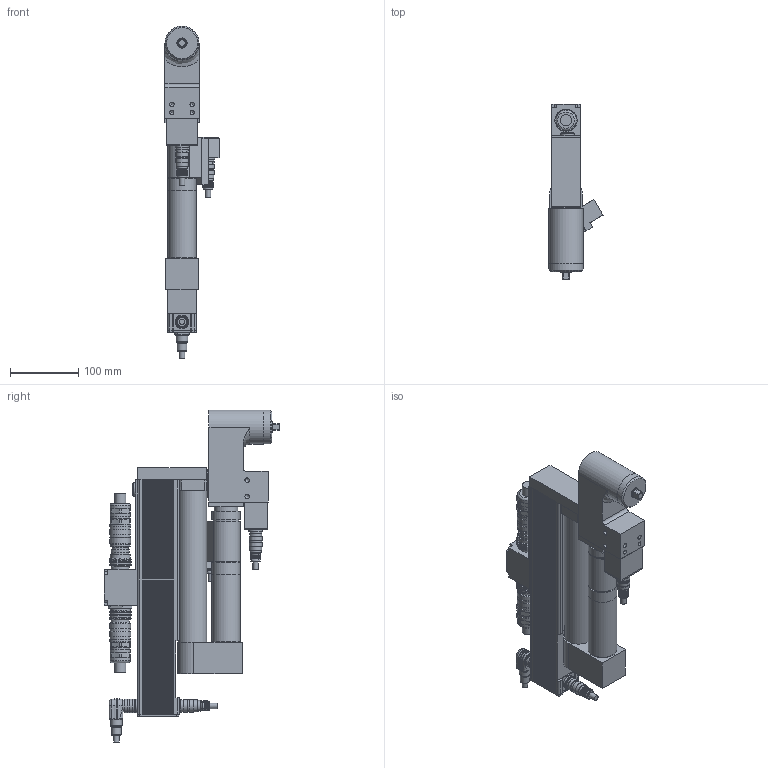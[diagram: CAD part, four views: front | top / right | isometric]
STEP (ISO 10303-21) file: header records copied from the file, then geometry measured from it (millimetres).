
FILE_DESCRIPTION((''),'2;1');
FILE_NAME('947552A5.stp','2011-03-25T14:37:44',('e4c32'),(''),'Autodesk Inventor 11','Autodesk Inventor 11','');
FILE_SCHEMA(('AUTOMOTIVE_DESIGN { 1 0 10303 214 1 1 1 1 }'));
Length unit declared in the file: millimetre
Products named in the file (8): 947552A5_IAM_001; 1WKXB_IPT_001; 1KXB_IPT_001; 1BUTS-XA_IPT_001; 961089-002_IPT_001; 961089-002_IPT_002.ipt_Stecker gerade; 961104-005_IPT_002.ipt_Stecker gerade; 961104-005_IPT_001.ipt_Stecker gerade
Assembly tree (9 placements, depth 2):
  947552A5_IAM_001
    1WKXB_IPT_001
    1KXB_IPT_001
    1BUTS-XA_IPT_001
    961089-002_IPT_001
    961089-002_IPT_002.ipt_Stecker gerade  x3
    961104-005_IPT_002.ipt_Stecker gerade
    961104-005_IPT_001.ipt_Stecker gerade
Bounding box: 79.26 x 257.6 x 487.15 mm (x, y, z)
Volume: 2675100.1 mm3; surface area: 301273.8 mm2
Topology: 9 solids, 9 shells, 1246 faces, 3065 edges, 1924 vertices
Faces by surface type: plane 805, cylinder 263, bspline 111, cone 43, torus 24
Full cylindrical faces by diameter (mm): 6.647 x2, 8 x4, 12 x1, 13.4 x3, 13.5 x1, 14 x16, 14.2 x3, 15 x1, 16 x10, 16.5 x3, 17 x1, 17.587 x6, 18 x8, 18.7 x6, 19.5 x3, 20 x7, 22.5 x1, 24 x1, 25 x1, 25.5 x1, 26.4 x1, 27 x1, 27.047 x1, 28 x2, 28.5 x1, 29.5 x3, 29.8 x4, 30 x4, 30.4 x2, 30.5 x3
Entity records: 34951 total; most frequent: CARTESIAN_POINT 8777, ORIENTED_EDGE 5550, DIRECTION 4998, EDGE_CURVE 2775, VERTEX_POINT 1824, VECTOR 1778, LINE 1778, AXIS2_PLACEMENT_3D 1610
